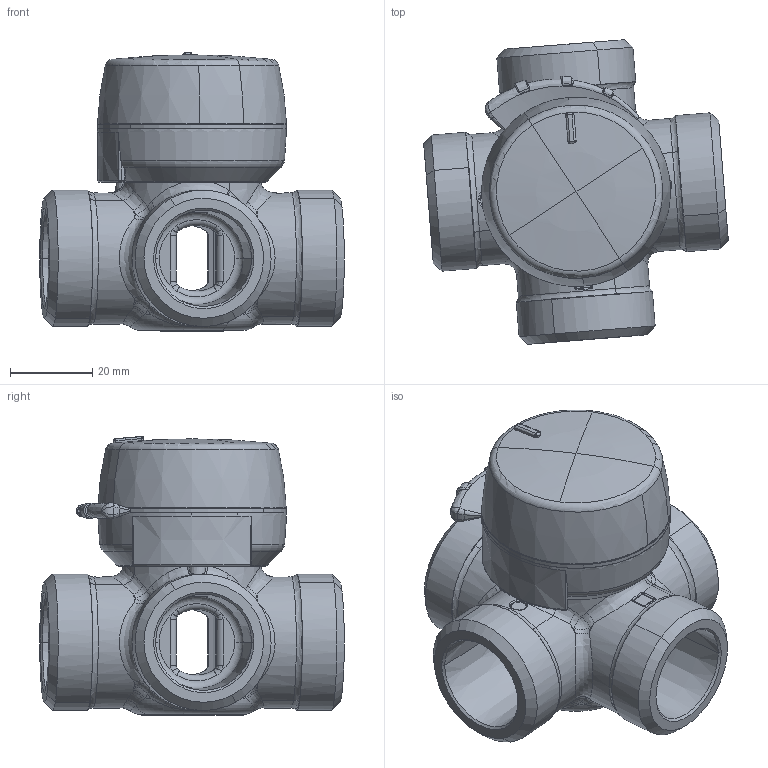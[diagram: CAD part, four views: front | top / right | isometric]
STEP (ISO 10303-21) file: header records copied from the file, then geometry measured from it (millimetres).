
FILE_DESCRIPTION(('CATIA V5 STEP Exchange'),'2;1');
FILE_NAME('VRB142_DN20.stp','2016-04-04T12:23:21+00:00',('none'),('none'),'CATIA Version 5 Release 20 SP 6 (IN-10)','CATIA V5 STEP AP214','none');
FILE_SCHEMA(('AUTOMOTIVE_DESIGN { 1 0 10303 214 1 1 1 1 }'));
Products named in the file (5): VRB X4X DN20; 7121-02; 7034-01; 7040-01; 7039-01
Assembly tree (4 placements, depth 2):
  VRB X4X DN20
    7121-02
    7034-01
    7040-01
    7039-01
Bounding box: 74.09 x 74.09 x 67.87 mm (x, y, z)
Volume: 70939.9 mm3; surface area: 49142.7 mm2
Topology: 5 solids, 5 shells, 3617 faces, 8665 edges, 4899 vertices
Faces by surface type: cylinder 1346, bspline 786, plane 720, torus 266, sphere 242, cone 222, revolution 35
Entity records: 136500 total; most frequent: CARTESIAN_POINT 64532, ORIENTED_EDGE 16904, DIRECTION 10650, EDGE_CURVE 8452, AXIS2_PLACEMENT_3D 5104, VERTEX_POINT 4899, EDGE_LOOP 3689, ADVANCED_FACE 3617
